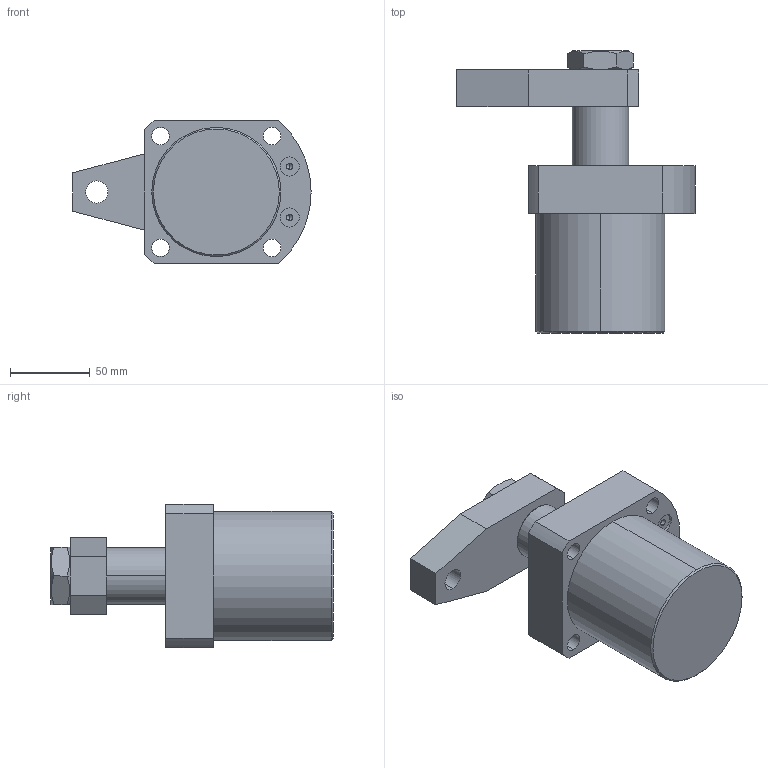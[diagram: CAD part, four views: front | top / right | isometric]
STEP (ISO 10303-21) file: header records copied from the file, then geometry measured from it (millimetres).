
FILE_DESCRIPTION (( 'STEP AP203' ), '1' );
FILE_NAME ('HSL-FAM63S.STEP', '2019-10-16T03:38:15', ( '微软用户' ), ( '微软中国' ), 'SwSTEP 2.0', 'SolidWorks 2012', '' );
FILE_SCHEMA (( 'CONFIG_CONTROL_DESIGN' ));
Length unit declared in the file: millimetre
Products named in the file (5): HSL-FAM63S; hex thin nuts-grades ab-chamfered gb_GB_FASTENER_NUT_STNAB  B M24-N; HSL-63SL-90-揤旋; HSL-63S活塞杆; HSL-FAM63-90-掛极陔
Assembly tree (4 placements, depth 2):
  HSL-FAM63S
    HSL-FAM63-90-掛极陔
    HSL-63S活塞杆
    HSL-63SL-90-揤旋
    hex thin nuts-grades ab-chamfered gb_GB_FASTENER_NUT_STNAB  B M24-N
Bounding box: 149.5 x 177 x 90 mm (x, y, z)
Volume: 688251.4 mm3; surface area: 113501.5 mm2
Topology: 4 solids, 4 shells, 109 faces, 242 edges, 152 vertices
Faces by surface type: cylinder 47, plane 38, cone 20, torus 4
Entity records: 3695 total; most frequent: CARTESIAN_POINT 662, DIRECTION 578, ORIENTED_EDGE 476, EDGE_CURVE 238, AXIS2_PLACEMENT_3D 236, VERTEX_POINT 152, EDGE_LOOP 138, CIRCLE 120
